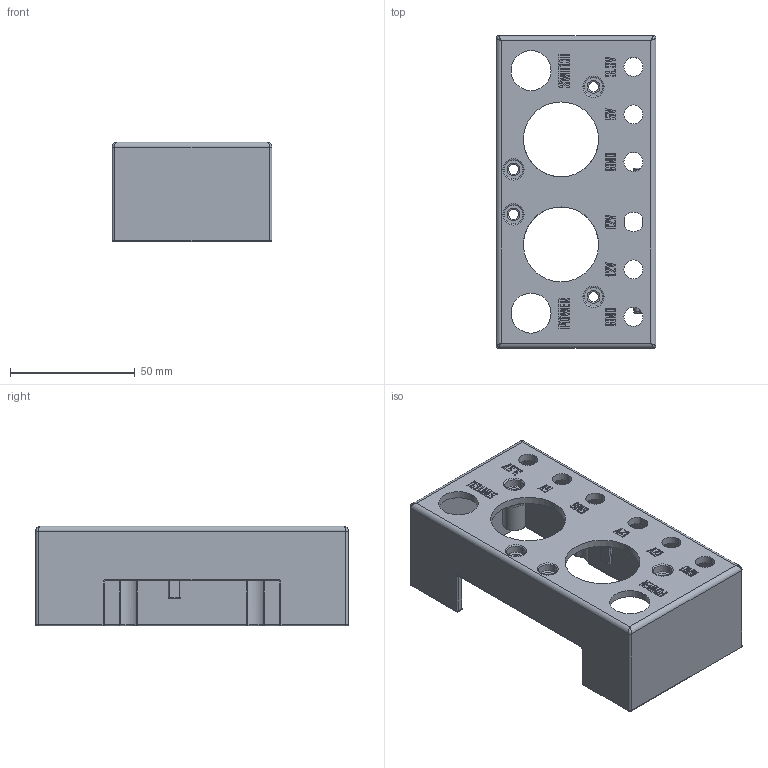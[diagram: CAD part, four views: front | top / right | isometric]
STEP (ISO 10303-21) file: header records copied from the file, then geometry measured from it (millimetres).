
FILE_DESCRIPTION (( 'STEP AP203' ), '1' );
FILE_NAME ('2、面板（横）V2.STEP', '2024-03-31T08:09:09', ( '' ), ( '' ), 'SwSTEP 2.0', 'SolidWorks 2020', '' );
FILE_SCHEMA (( 'CONFIG_CONTROL_DESIGN' ));
Length unit declared in the file: millimetre
Products named in the file (1): 2﹜醱啣ㄗ筵ㄘV2
Bounding box: 64 x 125 x 40 mm (x, y, z)
Volume: 56947.3 mm3; surface area: 40532.7 mm2
Topology: 1 solids, 1 shells, 719 faces, 1866 edges, 1146 vertices
Faces by surface type: plane 387, cylinder 157, bspline 87, torus 64, sphere 24
Entity records: 24221 total; most frequent: CARTESIAN_POINT 7213, ORIENTED_EDGE 3648, DIRECTION 3280, EDGE_CURVE 1824, VECTOR 1242, LINE 1242, VERTEX_POINT 1146, AXIS2_PLACEMENT_3D 1019
